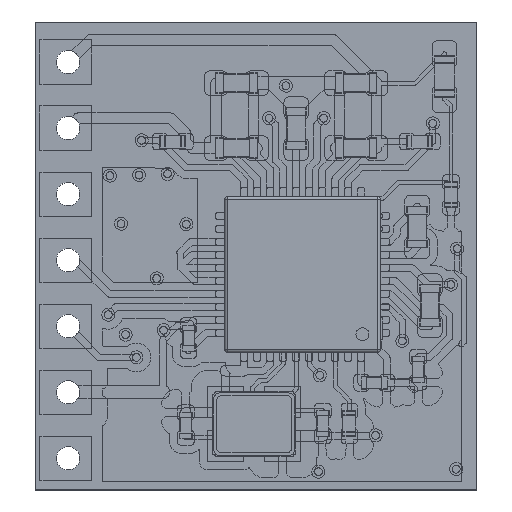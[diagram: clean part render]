
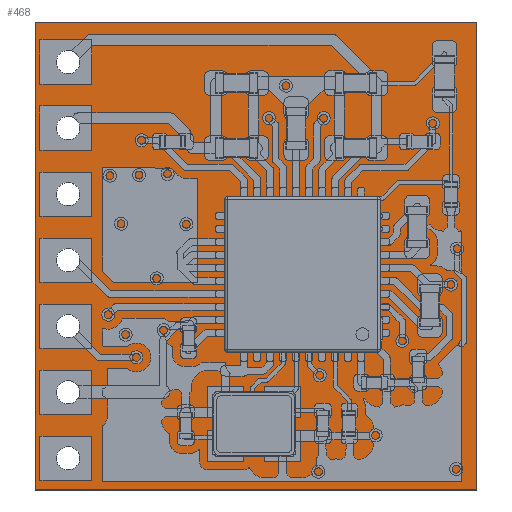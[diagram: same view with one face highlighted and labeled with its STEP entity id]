
A CAD part, top view. The second image highlights one B-rep face of the part: STEP entity #468.
In plain terms, the highlighted planar face has unit normal (0, 0, 1).
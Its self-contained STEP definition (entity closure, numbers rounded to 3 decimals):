
#118 = VERTEX_POINT('',#119);
#119 = CARTESIAN_POINT('',(120.,-99.,0.));
#136 = VERTEX_POINT('',#137);
#137 = CARTESIAN_POINT('',(120.,-81.,0.));
#143 = EDGE_CURVE('',#118,#136,#144,.T.);
#144 = LINE('',#145,#146);
#145 = CARTESIAN_POINT('',(120.,-99.,0.));
#146 = VECTOR('',#147,1.);
#147 = DIRECTION('',(0.,1.,0.));
#158 = VERTEX_POINT('',#159);
#159 = CARTESIAN_POINT('',(137.,-99.,0.));
#174 = EDGE_CURVE('',#158,#118,#175,.T.);
#175 = LINE('',#176,#177);
#176 = CARTESIAN_POINT('',(137.,-99.,0.));
#177 = VECTOR('',#178,1.);
#178 = DIRECTION('',(-1.,0.,0.));
#198 = VERTEX_POINT('',#199);
#199 = CARTESIAN_POINT('',(137.,-81.,0.));
#205 = EDGE_CURVE('',#136,#198,#206,.T.);
#206 = LINE('',#207,#208);
#207 = CARTESIAN_POINT('',(120.,-81.,0.));
#208 = VECTOR('',#209,1.);
#209 = DIRECTION('',(1.,0.,0.));
#227 = EDGE_CURVE('',#198,#158,#228,.T.);
#228 = LINE('',#229,#230);
#229 = CARTESIAN_POINT('',(137.,-81.,0.));
#230 = VECTOR('',#231,1.);
#231 = DIRECTION('',(0.,-1.,0.));
#242 = VERTEX_POINT('',#243);
#243 = CARTESIAN_POINT('',(121.72,-97.78,0.));
#259 = EDGE_CURVE('',#242,#242,#260,.T.);
#260 = CIRCLE('',#261,0.45);
#261 = AXIS2_PLACEMENT_3D('',#262,#263,#264);
#262 = CARTESIAN_POINT('',(121.27,-97.78,0.));
#263 = DIRECTION('',(0.,0.,1.));
#264 = DIRECTION('',(1.,0.,-0.));
#275 = VERTEX_POINT('',#276);
#276 = CARTESIAN_POINT('',(121.72,-95.24,0.));
#292 = EDGE_CURVE('',#275,#275,#293,.T.);
#293 = CIRCLE('',#294,0.45);
#294 = AXIS2_PLACEMENT_3D('',#295,#296,#297);
#295 = CARTESIAN_POINT('',(121.27,-95.24,0.));
#296 = DIRECTION('',(0.,0.,1.));
#297 = DIRECTION('',(1.,0.,-0.));
#308 = VERTEX_POINT('',#309);
#309 = CARTESIAN_POINT('',(121.72,-92.7,0.));
#325 = EDGE_CURVE('',#308,#308,#326,.T.);
#326 = CIRCLE('',#327,0.45);
#327 = AXIS2_PLACEMENT_3D('',#328,#329,#330);
#328 = CARTESIAN_POINT('',(121.27,-92.7,0.));
#329 = DIRECTION('',(0.,0.,1.));
#330 = DIRECTION('',(1.,0.,-0.));
#341 = VERTEX_POINT('',#342);
#342 = CARTESIAN_POINT('',(121.72,-90.16,0.));
#358 = EDGE_CURVE('',#341,#341,#359,.T.);
#359 = CIRCLE('',#360,0.45);
#360 = AXIS2_PLACEMENT_3D('',#361,#362,#363);
#361 = CARTESIAN_POINT('',(121.27,-90.16,0.));
#362 = DIRECTION('',(0.,0.,1.));
#363 = DIRECTION('',(1.,0.,-0.));
#374 = VERTEX_POINT('',#375);
#375 = CARTESIAN_POINT('',(121.72,-87.62,0.));
#391 = EDGE_CURVE('',#374,#374,#392,.T.);
#392 = CIRCLE('',#393,0.45);
#393 = AXIS2_PLACEMENT_3D('',#394,#395,#396);
#394 = CARTESIAN_POINT('',(121.27,-87.62,0.));
#395 = DIRECTION('',(0.,0.,1.));
#396 = DIRECTION('',(1.,0.,-0.));
#407 = VERTEX_POINT('',#408);
#408 = CARTESIAN_POINT('',(121.72,-85.08,0.));
#424 = EDGE_CURVE('',#407,#407,#425,.T.);
#425 = CIRCLE('',#426,0.45);
#426 = AXIS2_PLACEMENT_3D('',#427,#428,#429);
#427 = CARTESIAN_POINT('',(121.27,-85.08,0.));
#428 = DIRECTION('',(0.,0.,1.));
#429 = DIRECTION('',(1.,0.,-0.));
#440 = VERTEX_POINT('',#441);
#441 = CARTESIAN_POINT('',(121.72,-82.54,0.));
#457 = EDGE_CURVE('',#440,#440,#458,.T.);
#458 = CIRCLE('',#459,0.45);
#459 = AXIS2_PLACEMENT_3D('',#460,#461,#462);
#460 = CARTESIAN_POINT('',(121.27,-82.54,0.));
#461 = DIRECTION('',(0.,0.,1.));
#462 = DIRECTION('',(1.,0.,-0.));
#468 = ADVANCED_FACE('',(#469,#475,#478,#481,#484,#487,#490,#493),#496,
  .F.);
#469 = FACE_BOUND('',#470,.F.);
#470 = EDGE_LOOP('',(#471,#472,#473,#474));
#471 = ORIENTED_EDGE('',*,*,#143,.T.);
#472 = ORIENTED_EDGE('',*,*,#205,.T.);
#473 = ORIENTED_EDGE('',*,*,#227,.T.);
#474 = ORIENTED_EDGE('',*,*,#174,.T.);
#475 = FACE_BOUND('',#476,.F.);
#476 = EDGE_LOOP('',(#477));
#477 = ORIENTED_EDGE('',*,*,#259,.T.);
#478 = FACE_BOUND('',#479,.F.);
#479 = EDGE_LOOP('',(#480));
#480 = ORIENTED_EDGE('',*,*,#292,.T.);
#481 = FACE_BOUND('',#482,.F.);
#482 = EDGE_LOOP('',(#483));
#483 = ORIENTED_EDGE('',*,*,#325,.T.);
#484 = FACE_BOUND('',#485,.F.);
#485 = EDGE_LOOP('',(#486));
#486 = ORIENTED_EDGE('',*,*,#358,.T.);
#487 = FACE_BOUND('',#488,.F.);
#488 = EDGE_LOOP('',(#489));
#489 = ORIENTED_EDGE('',*,*,#391,.T.);
#490 = FACE_BOUND('',#491,.F.);
#491 = EDGE_LOOP('',(#492));
#492 = ORIENTED_EDGE('',*,*,#424,.T.);
#493 = FACE_BOUND('',#494,.F.);
#494 = EDGE_LOOP('',(#495));
#495 = ORIENTED_EDGE('',*,*,#457,.T.);
#496 = PLANE('',#497);
#497 = AXIS2_PLACEMENT_3D('',#498,#499,#500);
#498 = CARTESIAN_POINT('',(128.5,-90.,0.));
#499 = DIRECTION('',(-0.,-0.,-1.));
#500 = DIRECTION('',(-1.,0.,0.));
